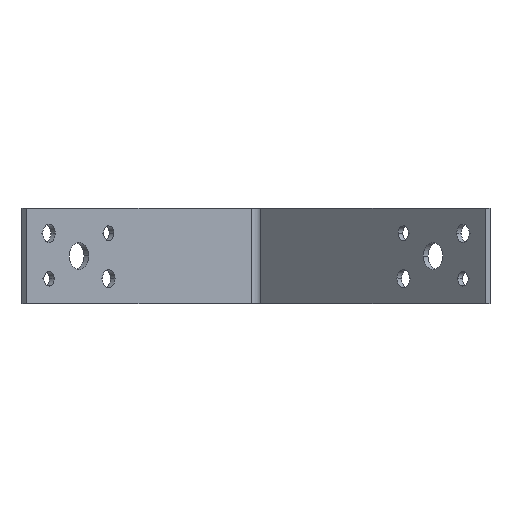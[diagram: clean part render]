
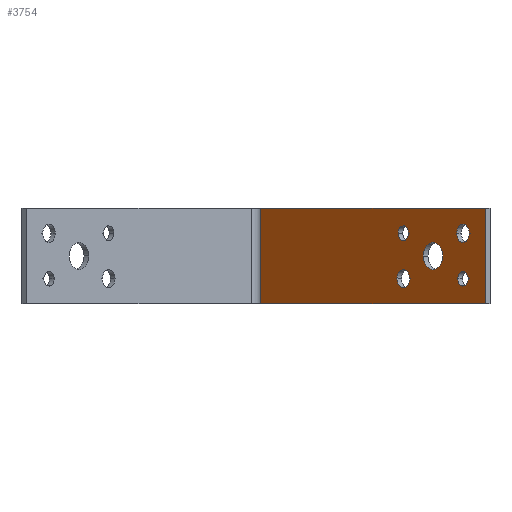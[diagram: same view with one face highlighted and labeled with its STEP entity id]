
A CAD part, front view. The second image highlights one B-rep face of the part: STEP entity #3754.
In plain terms, the highlighted face is planar.
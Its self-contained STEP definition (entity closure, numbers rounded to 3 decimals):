
#16 = EDGE_CURVE ( 'NONE', #1027, #3813, #5168, .T. ) ;
#40 = LINE ( 'NONE', #2257, #4747 ) ;
#93 = EDGE_LOOP ( 'NONE', ( #1503, #538 ) ) ;
#117 = CARTESIAN_POINT ( 'NONE',  ( 7.75, 63.95, 2. ) ) ;
#255 = DIRECTION ( 'NONE',  ( 0., -1., 0. ) ) ;
#279 = AXIS2_PLACEMENT_3D ( 'NONE', #659, #4563, #3144 ) ;
#402 = CIRCLE ( 'NONE', #2319, 4.25 ) ;
#434 = CARTESIAN_POINT ( 'NONE',  ( 7.75, 66.2, 2. ) ) ;
#476 = AXIS2_PLACEMENT_3D ( 'NONE', #3660, #4106, #255 ) ;
#495 = VERTEX_POINT ( 'NONE', #4066 ) ;
#538 = ORIENTED_EDGE ( 'NONE', *, *, #4135, .F. ) ;
#557 = DIRECTION ( 'NONE',  ( -1., 0., 0. ) ) ;
#659 = CARTESIAN_POINT ( 'NONE',  ( 7.75, 92.2, 2. ) ) ;
#717 = ORIENTED_EDGE ( 'NONE', *, *, #4349, .F. ) ;
#730 = CARTESIAN_POINT ( 'NONE',  ( 29.5, 0., 2. ) ) ;
#740 = DIRECTION ( 'NONE',  ( 0., 0., 1. ) ) ;
#778 = CARTESIAN_POINT ( 'NONE',  ( 7.75, 92.2, 2. ) ) ;
#804 = EDGE_LOOP ( 'NONE', ( #717, #3142, #2126, #1266 ) ) ;
#863 = AXIS2_PLACEMENT_3D ( 'NONE', #730, #2463, #4947 ) ;
#911 = VERTEX_POINT ( 'NONE', #1585 ) ;
#916 = ORIENTED_EDGE ( 'NONE', *, *, #2981, .F. ) ;
#1027 = VERTEX_POINT ( 'NONE', #1159 ) ;
#1080 = FACE_OUTER_BOUND ( 'NONE', #804, .T. ) ;
#1081 = LINE ( 'NONE', #4520, #4886 ) ;
#1113 = CIRCLE ( 'NONE', #4988, 2.75 ) ;
#1126 = CARTESIAN_POINT ( 'NONE',  ( 21.75, 92.2, 2. ) ) ;
#1159 = CARTESIAN_POINT ( 'NONE',  ( 29.5, 4., 2. ) ) ;
#1266 = ORIENTED_EDGE ( 'NONE', *, *, #2524, .T. ) ;
#1280 = CARTESIAN_POINT ( 'NONE',  ( 7.75, 94.95, 2. ) ) ;
#1374 = AXIS2_PLACEMENT_3D ( 'NONE', #1518, #2035, #4655 ) ;
#1425 = CARTESIAN_POINT ( 'NONE',  ( 29.5, 0., 2. ) ) ;
#1468 = ORIENTED_EDGE ( 'NONE', *, *, #5469, .F. ) ;
#1503 = ORIENTED_EDGE ( 'NONE', *, *, #2739, .F. ) ;
#1518 = CARTESIAN_POINT ( 'NONE',  ( 21.75, 66.2, 2. ) ) ;
#1523 = FACE_BOUND ( 'NONE', #5227, .T. ) ;
#1566 = DIRECTION ( 'NONE',  ( 0., -1., 0. ) ) ;
#1585 = CARTESIAN_POINT ( 'NONE',  ( 21.75, 94.45, 2. ) ) ;
#1670 = VECTOR ( 'NONE', #2360, 1000. ) ;
#1740 = CIRCLE ( 'NONE', #279, 2.75 ) ;
#1828 = CIRCLE ( 'NONE', #1374, 2.75 ) ;
#1888 = VECTOR ( 'NONE', #5572, 1000. ) ;
#1897 = VERTEX_POINT ( 'NONE', #4492 ) ;
#1944 = AXIS2_PLACEMENT_3D ( 'NONE', #3052, #3902, #4786 ) ;
#2018 = CIRCLE ( 'NONE', #5537, 2.25 ) ;
#2035 = DIRECTION ( 'NONE',  ( 0., 0., 1. ) ) ;
#2126 = ORIENTED_EDGE ( 'NONE', *, *, #5165, .T. ) ;
#2232 = VERTEX_POINT ( 'NONE', #4479 ) ;
#2257 = CARTESIAN_POINT ( 'NONE',  ( 0., 0., 2. ) ) ;
#2270 = CIRCLE ( 'NONE', #5440, 4.25 ) ;
#2319 = AXIS2_PLACEMENT_3D ( 'NONE', #2429, #5396, #2754 ) ;
#2346 = VERTEX_POINT ( 'NONE', #1280 ) ;
#2360 = DIRECTION ( 'NONE',  ( 0., 1., 0. ) ) ;
#2376 = FACE_BOUND ( 'NONE', #93, .T. ) ;
#2399 = CARTESIAN_POINT ( 'NONE',  ( 21.75, 63.45, 2. ) ) ;
#2429 = CARTESIAN_POINT ( 'NONE',  ( 14.75, 79.2, 2. ) ) ;
#2463 = DIRECTION ( 'NONE',  ( 0., 0., 1. ) ) ;
#2524 = EDGE_CURVE ( 'NONE', #3488, #3167, #1081, .T. ) ;
#2568 = DIRECTION ( 'NONE',  ( 0., 1., 0. ) ) ;
#2593 = ORIENTED_EDGE ( 'NONE', *, *, #2986, .F. ) ;
#2687 = LINE ( 'NONE', #1425, #1670 ) ;
#2739 = EDGE_CURVE ( 'NONE', #5163, #2876, #2270, .T. ) ;
#2754 = DIRECTION ( 'NONE',  ( 0., -1., 0. ) ) ;
#2787 = EDGE_LOOP ( 'NONE', ( #1468, #916 ) ) ;
#2820 = FACE_BOUND ( 'NONE', #5255, .T. ) ;
#2846 = VERTEX_POINT ( 'NONE', #117 ) ;
#2876 = VERTEX_POINT ( 'NONE', #4090 ) ;
#2947 = ORIENTED_EDGE ( 'NONE', *, *, #5407, .F. ) ;
#2981 = EDGE_CURVE ( 'NONE', #495, #4070, #1828, .T. ) ;
#2986 = EDGE_CURVE ( 'NONE', #2346, #3400, #1113, .T. ) ;
#3041 = DIRECTION ( 'NONE',  ( 0., -1., 0. ) ) ;
#3052 = CARTESIAN_POINT ( 'NONE',  ( 21.75, 66.2, 2. ) ) ;
#3142 = ORIENTED_EDGE ( 'NONE', *, *, #16, .F. ) ;
#3144 = DIRECTION ( 'NONE',  ( 0., -1., 0. ) ) ;
#3167 = VERTEX_POINT ( 'NONE', #5617 ) ;
#3215 = PLANE ( 'NONE',  #863 ) ;
#3238 = DIRECTION ( 'NONE',  ( 0., 0., 1. ) ) ;
#3371 = EDGE_CURVE ( 'NONE', #911, #2232, #2018, .T. ) ;
#3400 = VERTEX_POINT ( 'NONE', #5497 ) ;
#3419 = CARTESIAN_POINT ( 'NONE',  ( 29.5, 102., 2. ) ) ;
#3480 = AXIS2_PLACEMENT_3D ( 'NONE', #434, #5577, #5086 ) ;
#3488 = VERTEX_POINT ( 'NONE', #3419 ) ;
#3493 = EDGE_CURVE ( 'NONE', #2232, #911, #4167, .T. ) ;
#3502 = EDGE_CURVE ( 'NONE', #3400, #2346, #1740, .T. ) ;
#3660 = CARTESIAN_POINT ( 'NONE',  ( 7.75, 66.2, 2. ) ) ;
#3676 = FACE_BOUND ( 'NONE', #2787, .T. ) ;
#3754 = ADVANCED_FACE ( 'NONE', ( #5488, #3676, #1523, #2376, #2820, #1080 ), #3215, .T. ) ;
#3761 = CARTESIAN_POINT ( 'NONE',  ( 21.75, 92.2, 2. ) ) ;
#3762 = CIRCLE ( 'NONE', #3480, 2.25 ) ;
#3812 = EDGE_LOOP ( 'NONE', ( #4503, #3982 ) ) ;
#3813 = VERTEX_POINT ( 'NONE', #4064 ) ;
#3829 = CIRCLE ( 'NONE', #476, 2.25 ) ;
#3835 = CARTESIAN_POINT ( 'NONE',  ( 29.5, 4., 2. ) ) ;
#3864 = DIRECTION ( 'NONE',  ( 0., 0., 1. ) ) ;
#3902 = DIRECTION ( 'NONE',  ( 0., 0., 1. ) ) ;
#3920 = EDGE_CURVE ( 'NONE', #1897, #2846, #3762, .T. ) ;
#3982 = ORIENTED_EDGE ( 'NONE', *, *, #3371, .F. ) ;
#4050 = DIRECTION ( 'NONE',  ( 0., 0., 1. ) ) ;
#4064 = CARTESIAN_POINT ( 'NONE',  ( 0., 4., 2. ) ) ;
#4066 = CARTESIAN_POINT ( 'NONE',  ( 21.75, 68.95, 2. ) ) ;
#4070 = VERTEX_POINT ( 'NONE', #2399 ) ;
#4090 = CARTESIAN_POINT ( 'NONE',  ( 14.75, 83.45, 2. ) ) ;
#4106 = DIRECTION ( 'NONE',  ( 0., 0., 1. ) ) ;
#4109 = DIRECTION ( 'NONE',  ( 0., -1., 0. ) ) ;
#4135 = EDGE_CURVE ( 'NONE', #2876, #5163, #402, .T. ) ;
#4167 = CIRCLE ( 'NONE', #5171, 2.25 ) ;
#4218 = DIRECTION ( 'NONE',  ( 0., -1., 0. ) ) ;
#4294 = ORIENTED_EDGE ( 'NONE', *, *, #3502, .F. ) ;
#4349 = EDGE_CURVE ( 'NONE', #3813, #3167, #40, .T. ) ;
#4361 = CIRCLE ( 'NONE', #1944, 2.75 ) ;
#4479 = CARTESIAN_POINT ( 'NONE',  ( 21.75, 89.95, 2. ) ) ;
#4492 = CARTESIAN_POINT ( 'NONE',  ( 7.75, 68.45, 2. ) ) ;
#4503 = ORIENTED_EDGE ( 'NONE', *, *, #3493, .F. ) ;
#4520 = CARTESIAN_POINT ( 'NONE',  ( 29.5, 102., 2. ) ) ;
#4563 = DIRECTION ( 'NONE',  ( 0., 0., 1. ) ) ;
#4655 = DIRECTION ( 'NONE',  ( 0., -1., 0. ) ) ;
#4747 = VECTOR ( 'NONE', #2568, 1000. ) ;
#4786 = DIRECTION ( 'NONE',  ( 0., -1., 0. ) ) ;
#4805 = ORIENTED_EDGE ( 'NONE', *, *, #3920, .F. ) ;
#4886 = VECTOR ( 'NONE', #557, 1000. ) ;
#4947 = DIRECTION ( 'NONE',  ( 1., 0., 0. ) ) ;
#4988 = AXIS2_PLACEMENT_3D ( 'NONE', #778, #3238, #4218 ) ;
#5086 = DIRECTION ( 'NONE',  ( 0., -1., 0. ) ) ;
#5163 = VERTEX_POINT ( 'NONE', #5297 ) ;
#5165 = EDGE_CURVE ( 'NONE', #1027, #3488, #2687, .T. ) ;
#5168 = LINE ( 'NONE', #3835, #1888 ) ;
#5171 = AXIS2_PLACEMENT_3D ( 'NONE', #1126, #4050, #4109 ) ;
#5227 = EDGE_LOOP ( 'NONE', ( #4294, #2593 ) ) ;
#5255 = EDGE_LOOP ( 'NONE', ( #2947, #4805 ) ) ;
#5297 = CARTESIAN_POINT ( 'NONE',  ( 14.75, 74.95, 2. ) ) ;
#5396 = DIRECTION ( 'NONE',  ( 0., 0., 1. ) ) ;
#5407 = EDGE_CURVE ( 'NONE', #2846, #1897, #3829, .T. ) ;
#5440 = AXIS2_PLACEMENT_3D ( 'NONE', #5607, #3864, #3041 ) ;
#5469 = EDGE_CURVE ( 'NONE', #4070, #495, #4361, .T. ) ;
#5488 = FACE_BOUND ( 'NONE', #3812, .T. ) ;
#5497 = CARTESIAN_POINT ( 'NONE',  ( 7.75, 89.45, 2. ) ) ;
#5537 = AXIS2_PLACEMENT_3D ( 'NONE', #3761, #740, #1566 ) ;
#5572 = DIRECTION ( 'NONE',  ( -1., 0., 0. ) ) ;
#5577 = DIRECTION ( 'NONE',  ( 0., 0., 1. ) ) ;
#5607 = CARTESIAN_POINT ( 'NONE',  ( 14.75, 79.2, 2. ) ) ;
#5617 = CARTESIAN_POINT ( 'NONE',  ( 0., 102., 2. ) ) ;
